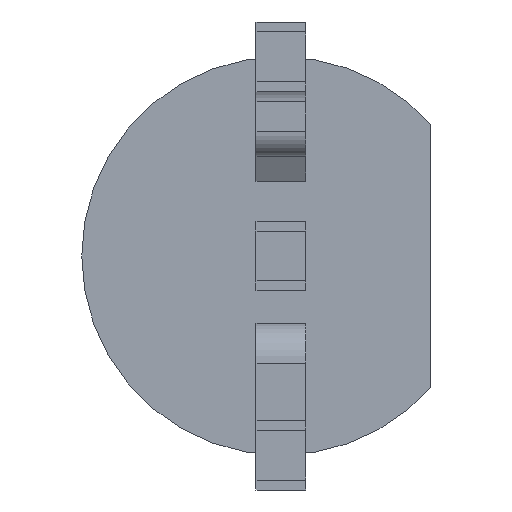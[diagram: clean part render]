
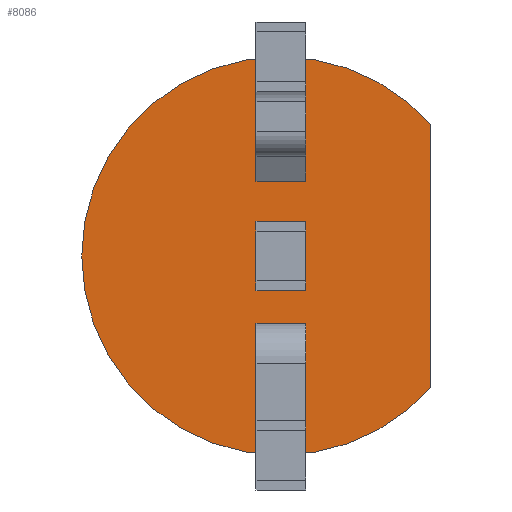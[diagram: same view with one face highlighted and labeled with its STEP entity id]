
A CAD part, front view. The second image highlights one B-rep face of the part: STEP entity #8086.
In plain terms, the highlighted planar face has unit normal (0, -1, 0).
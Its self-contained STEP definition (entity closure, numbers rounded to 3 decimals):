
#4407 = CARTESIAN_POINT ( 'NONE',  ( -0.25, 0., 0.75 ) ) ;
#4408 = DIRECTION ( 'NONE',  ( -1., 0., 0. ) ) ;
#4409 = VECTOR ( 'NONE', #4408, 1000. ) ;
#4410 = CARTESIAN_POINT ( 'NONE',  ( 0.25, 0., 0.75 ) ) ;
#4422 = LINE ( 'NONE', #4410, #4409 ) ;
#7935 = VERTEX_POINT ( 'NONE', #12255 ) ;
#7978 = EDGE_LOOP ( 'NONE', ( #8087, #8089, #8092, #8095 ) ) ;
#8005 = EDGE_CURVE ( 'NONE', #8323, #8094, #12420, .T. ) ;
#8006 = EDGE_LOOP ( 'NONE', ( #8007, #8010, #8031, #8032 ) ) ;
#8007 = ORIENTED_EDGE ( 'NONE', *, *, #8008, .T. ) ;
#8008 = EDGE_CURVE ( 'NONE', #8009, #8656, #12416, .T. ) ;
#8009 = VERTEX_POINT ( 'NONE', #12455 ) ;
#8010 = ORIENTED_EDGE ( 'NONE', *, *, #8655, .F. ) ;
#8028 = ORIENTED_EDGE ( 'NONE', *, *, #8029, .T. ) ;
#8029 = EDGE_CURVE ( 'NONE', #8030, #7935, #12429, .T. ) ;
#8030 = VERTEX_POINT ( 'NONE', #12487 ) ;
#8031 = ORIENTED_EDGE ( 'NONE', *, *, #8683, .F. ) ;
#8032 = ORIENTED_EDGE ( 'NONE', *, *, #8033, .F. ) ;
#8033 = EDGE_CURVE ( 'NONE', #8009, #8681, #12485, .T. ) ;
#8034 = EDGE_LOOP ( 'NONE', ( #8028, #8068, #8336, #8742 ) ) ;
#8068 = ORIENTED_EDGE ( 'NONE', *, *, #11129, .T. ) ;
#8086 = ADVANCED_FACE ( 'NONE', ( #12619, #12618, #12617, #12616 ), #12601, .F. ) ;
#8087 = ORIENTED_EDGE ( 'NONE', *, *, #8322, .F. ) ;
#8089 = ORIENTED_EDGE ( 'NONE', *, *, #8090, .T. ) ;
#8090 = EDGE_CURVE ( 'NONE', #8525, #8091, #12595, .T. ) ;
#8091 = VERTEX_POINT ( 'NONE', #12649 ) ;
#8092 = ORIENTED_EDGE ( 'NONE', *, *, #8093, .T. ) ;
#8093 = EDGE_CURVE ( 'NONE', #8091, #8094, #12648, .T. ) ;
#8094 = VERTEX_POINT ( 'NONE', #12644 ) ;
#8095 = ORIENTED_EDGE ( 'NONE', *, *, #8005, .F. ) ;
#8322 = EDGE_CURVE ( 'NONE', #8525, #8323, #13340, .T. ) ;
#8323 = VERTEX_POINT ( 'NONE', #13336 ) ;
#8336 = ORIENTED_EDGE ( 'NONE', *, *, #8740, .F. ) ;
#8525 = VERTEX_POINT ( 'NONE', #14412 ) ;
#8653 = VERTEX_POINT ( 'NONE', #14848 ) ;
#8655 = EDGE_CURVE ( 'NONE', #8653, #8656, #14847, .T. ) ;
#8656 = VERTEX_POINT ( 'NONE', #14842 ) ;
#8681 = VERTEX_POINT ( 'NONE', #14976 ) ;
#8683 = EDGE_CURVE ( 'NONE', #8681, #8653, #14962, .T. ) ;
#8726 = EDGE_CURVE ( 'NONE', #8748, #8755, #15094, .T. ) ;
#8740 = EDGE_CURVE ( 'NONE', #8741, #11130, #15159, .T. ) ;
#8741 = VERTEX_POINT ( 'NONE', #15155 ) ;
#8742 = ORIENTED_EDGE ( 'NONE', *, *, #8743, .F. ) ;
#8743 = EDGE_CURVE ( 'NONE', #8030, #8741, #15154, .T. ) ;
#8744 = EDGE_LOOP ( 'NONE', ( #8745, #8749, #8753, #8756 ) ) ;
#8745 = ORIENTED_EDGE ( 'NONE', *, *, #8746, .F. ) ;
#8746 = EDGE_CURVE ( 'NONE', #8747, #8748, #15150, .T. ) ;
#8747 = VERTEX_POINT ( 'NONE', #15146 ) ;
#8748 = VERTEX_POINT ( 'NONE', #15145 ) ;
#8749 = ORIENTED_EDGE ( 'NONE', *, *, #8750, .T. ) ;
#8750 = EDGE_CURVE ( 'NONE', #8747, #8752, #15144, .T. ) ;
#8752 = VERTEX_POINT ( 'NONE', #15140 ) ;
#8753 = ORIENTED_EDGE ( 'NONE', *, *, #8754, .T. ) ;
#8754 = EDGE_CURVE ( 'NONE', #8752, #8755, #15139, .T. ) ;
#8755 = VERTEX_POINT ( 'NONE', #15135 ) ;
#8756 = ORIENTED_EDGE ( 'NONE', *, *, #8726, .F. ) ;
#11129 = EDGE_CURVE ( 'NONE', #7935, #11130, #4422, .T. ) ;
#11130 = VERTEX_POINT ( 'NONE', #4407 ) ;
#12255 = CARTESIAN_POINT ( 'NONE',  ( 0.25, 0., 0.75 ) ) ;
#12413 = DIRECTION ( 'NONE',  ( 0., 0., 1. ) ) ;
#12414 = VECTOR ( 'NONE', #12413, 1000. ) ;
#12415 = CARTESIAN_POINT ( 'NONE',  ( 1.5, 0., 0. ) ) ;
#12416 = LINE ( 'NONE', #12415, #12414 ) ;
#12417 = DIRECTION ( 'NONE',  ( -1., 0., 0. ) ) ;
#12418 = VECTOR ( 'NONE', #12417, 1000. ) ;
#12419 = CARTESIAN_POINT ( 'NONE',  ( 0.25, 0., 0.25 ) ) ;
#12420 = LINE ( 'NONE', #12419, #12418 ) ;
#12426 = DIRECTION ( 'NONE',  ( 0., 0., -1. ) ) ;
#12427 = VECTOR ( 'NONE', #12426, 1000. ) ;
#12428 = CARTESIAN_POINT ( 'NONE',  ( 0.25, 0., -0.718 ) ) ;
#12429 = LINE ( 'NONE', #12428, #12427 ) ;
#12455 = CARTESIAN_POINT ( 'NONE',  ( 1.5, 0., -1.323 ) ) ;
#12481 = DIRECTION ( 'NONE',  ( 0., 0., 1. ) ) ;
#12482 = DIRECTION ( 'NONE',  ( 0., 1., 0. ) ) ;
#12483 = CARTESIAN_POINT ( 'NONE',  ( 0., 0., 0. ) ) ;
#12484 = AXIS2_PLACEMENT_3D ( 'NONE', #12483, #12482, #12481 ) ;
#12485 = CIRCLE ( 'NONE', #12484, 2. ) ;
#12487 = CARTESIAN_POINT ( 'NONE',  ( 0.25, 0., 1.25 ) ) ;
#12595 = LINE ( 'NONE', #12652, #12651 ) ;
#12597 = DIRECTION ( 'NONE',  ( 0., 0., 1. ) ) ;
#12598 = DIRECTION ( 'NONE',  ( 0., 1., 0. ) ) ;
#12599 = CARTESIAN_POINT ( 'NONE',  ( -4.541, 0., 0. ) ) ;
#12600 = AXIS2_PLACEMENT_3D ( 'NONE', #12599, #12598, #12597 ) ;
#12601 = PLANE ( 'NONE',  #12600 ) ;
#12616 = FACE_BOUND ( 'NONE', #8744, .T. ) ;
#12617 = FACE_BOUND ( 'NONE', #8034, .T. ) ;
#12618 = FACE_OUTER_BOUND ( 'NONE', #8006, .T. ) ;
#12619 = FACE_BOUND ( 'NONE', #7978, .T. ) ;
#12644 = CARTESIAN_POINT ( 'NONE',  ( -0.25, 0., 0.25 ) ) ;
#12645 = DIRECTION ( 'NONE',  ( 0., 0., 1. ) ) ;
#12646 = VECTOR ( 'NONE', #12645, 1000. ) ;
#12647 = CARTESIAN_POINT ( 'NONE',  ( -0.25, 0., -0.718 ) ) ;
#12648 = LINE ( 'NONE', #12647, #12646 ) ;
#12649 = CARTESIAN_POINT ( 'NONE',  ( -0.25, 0., -0.25 ) ) ;
#12650 = DIRECTION ( 'NONE',  ( -1., 0., 0. ) ) ;
#12651 = VECTOR ( 'NONE', #12650, 1000. ) ;
#12652 = CARTESIAN_POINT ( 'NONE',  ( 0.25, 0., -0.25 ) ) ;
#13336 = CARTESIAN_POINT ( 'NONE',  ( 0.25, 0., 0.25 ) ) ;
#13337 = DIRECTION ( 'NONE',  ( 0., 0., 1. ) ) ;
#13338 = VECTOR ( 'NONE', #13337, 1000. ) ;
#13339 = CARTESIAN_POINT ( 'NONE',  ( 0.25, 0., -0.718 ) ) ;
#13340 = LINE ( 'NONE', #13339, #13338 ) ;
#14412 = CARTESIAN_POINT ( 'NONE',  ( 0.25, 0., -0.25 ) ) ;
#14842 = CARTESIAN_POINT ( 'NONE',  ( 1.5, 0., 1.323 ) ) ;
#14843 = DIRECTION ( 'NONE',  ( 0., 0., 1. ) ) ;
#14844 = DIRECTION ( 'NONE',  ( 0., 1., 0. ) ) ;
#14845 = CARTESIAN_POINT ( 'NONE',  ( 0., 0., 0. ) ) ;
#14846 = AXIS2_PLACEMENT_3D ( 'NONE', #14845, #14844, #14843 ) ;
#14847 = CIRCLE ( 'NONE', #14846, 2. ) ;
#14848 = CARTESIAN_POINT ( 'NONE',  ( 0., 0., 2. ) ) ;
#14943 = DIRECTION ( 'NONE',  ( 0., 0., 1. ) ) ;
#14944 = DIRECTION ( 'NONE',  ( 0., 1., 0. ) ) ;
#14945 = CARTESIAN_POINT ( 'NONE',  ( 0., 0., 0. ) ) ;
#14961 = AXIS2_PLACEMENT_3D ( 'NONE', #14945, #14944, #14943 ) ;
#14962 = CIRCLE ( 'NONE', #14961, 2. ) ;
#14976 = CARTESIAN_POINT ( 'NONE',  ( 0., 0., -2. ) ) ;
#15090 = DIRECTION ( 'NONE',  ( -1., 0., 0. ) ) ;
#15091 = VECTOR ( 'NONE', #15090, 1000. ) ;
#15092 = CARTESIAN_POINT ( 'NONE',  ( 0.25, 0., -0.677 ) ) ;
#15094 = LINE ( 'NONE', #15092, #15091 ) ;
#15135 = CARTESIAN_POINT ( 'NONE',  ( -0.25, 0., -0.677 ) ) ;
#15136 = DIRECTION ( 'NONE',  ( 0., 0., 1. ) ) ;
#15137 = VECTOR ( 'NONE', #15136, 1000. ) ;
#15138 = CARTESIAN_POINT ( 'NONE',  ( -0.25, 0., -0.718 ) ) ;
#15139 = LINE ( 'NONE', #15138, #15137 ) ;
#15140 = CARTESIAN_POINT ( 'NONE',  ( -0.25, 0., -1.177 ) ) ;
#15141 = DIRECTION ( 'NONE',  ( -1., 0., 0. ) ) ;
#15142 = VECTOR ( 'NONE', #15141, 1000. ) ;
#15143 = CARTESIAN_POINT ( 'NONE',  ( 0.25, 0., -1.177 ) ) ;
#15144 = LINE ( 'NONE', #15143, #15142 ) ;
#15145 = CARTESIAN_POINT ( 'NONE',  ( 0.25, 0., -0.677 ) ) ;
#15146 = CARTESIAN_POINT ( 'NONE',  ( 0.25, 0., -1.177 ) ) ;
#15147 = DIRECTION ( 'NONE',  ( 0., 0., 1. ) ) ;
#15148 = VECTOR ( 'NONE', #15147, 1000. ) ;
#15149 = CARTESIAN_POINT ( 'NONE',  ( 0.25, 0., -0.718 ) ) ;
#15150 = LINE ( 'NONE', #15149, #15148 ) ;
#15151 = DIRECTION ( 'NONE',  ( -1., 0., 0. ) ) ;
#15152 = VECTOR ( 'NONE', #15151, 1000. ) ;
#15153 = CARTESIAN_POINT ( 'NONE',  ( 0.25, 0., 1.25 ) ) ;
#15154 = LINE ( 'NONE', #15153, #15152 ) ;
#15155 = CARTESIAN_POINT ( 'NONE',  ( -0.25, 0., 1.25 ) ) ;
#15156 = DIRECTION ( 'NONE',  ( 0., 0., -1. ) ) ;
#15157 = VECTOR ( 'NONE', #15156, 1000. ) ;
#15158 = CARTESIAN_POINT ( 'NONE',  ( -0.25, 0., -0.718 ) ) ;
#15159 = LINE ( 'NONE', #15158, #15157 ) ;
